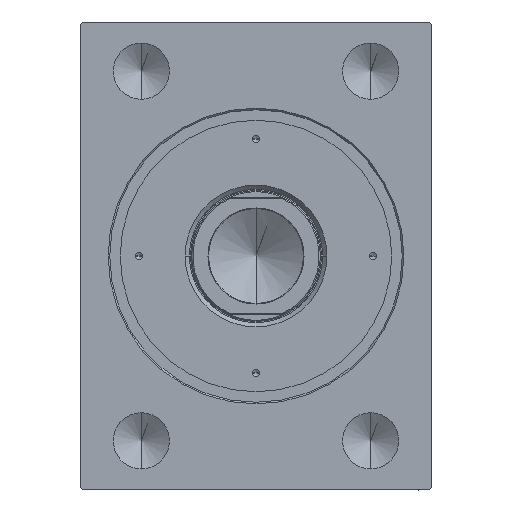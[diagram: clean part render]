
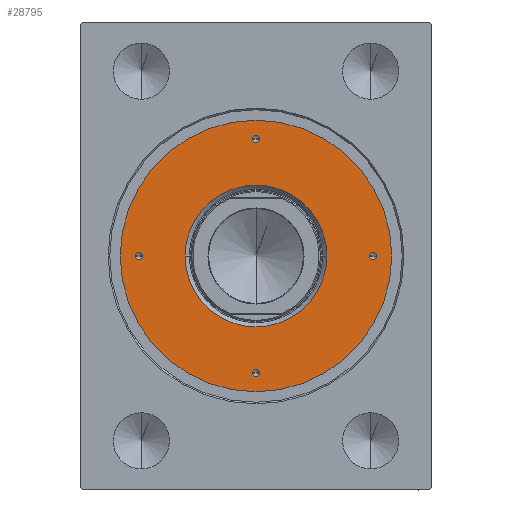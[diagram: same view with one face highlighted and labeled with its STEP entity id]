
A CAD part, left-side view. The second image highlights one B-rep face of the part: STEP entity #28795.
In plain terms, the highlighted face is planar.
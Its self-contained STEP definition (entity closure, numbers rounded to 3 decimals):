
#584 = ORIENTED_EDGE ( 'NONE', *, *, #26181, .F. ) ;
#616 = DIRECTION ( 'NONE',  ( 1., 0., 0. ) ) ;
#1140 = DIRECTION ( 'NONE',  ( 0., 0., 1. ) ) ;
#2335 = DIRECTION ( 'NONE',  ( 0., 0., -1. ) ) ;
#2878 = ORIENTED_EDGE ( 'NONE', *, *, #17781, .F. ) ;
#2904 = CARTESIAN_POINT ( 'NONE',  ( -1.5, 50., 15. ) ) ;
#3263 = CARTESIAN_POINT ( 'NONE',  ( 30.3, 0., 15. ) ) ;
#3477 = DIRECTION ( 'NONE',  ( 0., 0., 1. ) ) ;
#3590 = VERTEX_POINT ( 'NONE', #15291 ) ;
#3887 = VERTEX_POINT ( 'NONE', #2904 ) ;
#4191 = CARTESIAN_POINT ( 'NONE',  ( 48.5, 0., 15. ) ) ;
#4829 = CIRCLE ( 'NONE', #13338, 1.5 ) ;
#5718 = CARTESIAN_POINT ( 'NONE',  ( 0., -50., 15. ) ) ;
#5944 = CARTESIAN_POINT ( 'NONE',  ( 50., 0., 15. ) ) ;
#6412 = CIRCLE ( 'NONE', #29154, 1.5 ) ;
#6572 = DIRECTION ( 'NONE',  ( 1., 0., 0. ) ) ;
#6867 = CARTESIAN_POINT ( 'NONE',  ( -50., 0., 15. ) ) ;
#7274 = ORIENTED_EDGE ( 'NONE', *, *, #33997, .F. ) ;
#8101 = CIRCLE ( 'NONE', #28689, 1.5 ) ;
#9056 = DIRECTION ( 'NONE',  ( 0., 0., 1. ) ) ;
#9370 = FACE_BOUND ( 'NONE', #21055, .T. ) ;
#10509 = CIRCLE ( 'NONE', #16209, 1.5 ) ;
#10672 = EDGE_CURVE ( 'NONE', #23037, #21175, #13581, .T. ) ;
#11039 = EDGE_CURVE ( 'NONE', #22486, #18010, #27087, .T. ) ;
#11419 = DIRECTION ( 'NONE',  ( 0., 0., 1. ) ) ;
#11599 = CIRCLE ( 'NONE', #42137, 30.3 ) ;
#11830 = ORIENTED_EDGE ( 'NONE', *, *, #40777, .F. ) ;
#12328 = AXIS2_PLACEMENT_3D ( 'NONE', #13593, #43184, #29848 ) ;
#12483 = AXIS2_PLACEMENT_3D ( 'NONE', #6867, #16676, #16241 ) ;
#12854 = VERTEX_POINT ( 'NONE', #14468 ) ;
#12941 = PLANE ( 'NONE',  #12328 ) ;
#13338 = AXIS2_PLACEMENT_3D ( 'NONE', #5944, #9056, #29304 ) ;
#13397 = CARTESIAN_POINT ( 'NONE',  ( -50., 0., 15. ) ) ;
#13448 = VERTEX_POINT ( 'NONE', #19685 ) ;
#13581 = CIRCLE ( 'NONE', #30629, 58. ) ;
#13593 = CARTESIAN_POINT ( 'NONE',  ( 0., 0., 15. ) ) ;
#13609 = VERTEX_POINT ( 'NONE', #41666 ) ;
#13915 = CIRCLE ( 'NONE', #12483, 1.5 ) ;
#14468 = CARTESIAN_POINT ( 'NONE',  ( 1.5, 50., 15. ) ) ;
#14727 = DIRECTION ( 'NONE',  ( 1., 0., 0. ) ) ;
#14762 = DIRECTION ( 'NONE',  ( 1., 0., 0. ) ) ;
#15291 = CARTESIAN_POINT ( 'NONE',  ( -48.5, 0., 15. ) ) ;
#16209 = AXIS2_PLACEMENT_3D ( 'NONE', #33962, #3477, #36633 ) ;
#16241 = DIRECTION ( 'NONE',  ( 1., 0., 0. ) ) ;
#16676 = DIRECTION ( 'NONE',  ( 0., 0., 1. ) ) ;
#17165 = CARTESIAN_POINT ( 'NONE',  ( -30.3, 0., 15. ) ) ;
#17662 = AXIS2_PLACEMENT_3D ( 'NONE', #38826, #35506, #21940 ) ;
#17781 = EDGE_CURVE ( 'NONE', #40520, #13609, #6412, .T. ) ;
#18010 = VERTEX_POINT ( 'NONE', #17165 ) ;
#18686 = EDGE_CURVE ( 'NONE', #21175, #23037, #30035, .T. ) ;
#18776 = CIRCLE ( 'NONE', #33700, 1.5 ) ;
#19685 = CARTESIAN_POINT ( 'NONE',  ( -51.5, 0., 15. ) ) ;
#19730 = DIRECTION ( 'NONE',  ( 1., 0., 0. ) ) ;
#20452 = ORIENTED_EDGE ( 'NONE', *, *, #11039, .T. ) ;
#21055 = EDGE_LOOP ( 'NONE', ( #31082, #2878 ) ) ;
#21175 = VERTEX_POINT ( 'NONE', #31376 ) ;
#21940 = DIRECTION ( 'NONE',  ( 1., 0., 0. ) ) ;
#22486 = VERTEX_POINT ( 'NONE', #3263 ) ;
#22627 = DIRECTION ( 'NONE',  ( 0., 0., 1. ) ) ;
#22822 = CARTESIAN_POINT ( 'NONE',  ( 0., 0., 15. ) ) ;
#23037 = VERTEX_POINT ( 'NONE', #34686 ) ;
#23853 = CIRCLE ( 'NONE', #38042, 1.5 ) ;
#24325 = CARTESIAN_POINT ( 'NONE',  ( 0., 50., 15. ) ) ;
#24380 = ORIENTED_EDGE ( 'NONE', *, *, #34298, .F. ) ;
#26162 = DIRECTION ( 'NONE',  ( 0., 0., 1. ) ) ;
#26181 = EDGE_CURVE ( 'NONE', #3590, #13448, #8101, .T. ) ;
#26215 = VERTEX_POINT ( 'NONE', #38717 ) ;
#26482 = AXIS2_PLACEMENT_3D ( 'NONE', #38842, #26162, #39712 ) ;
#26733 = FACE_BOUND ( 'NONE', #29863, .T. ) ;
#27087 = CIRCLE ( 'NONE', #34897, 30.3 ) ;
#28175 = EDGE_CURVE ( 'NONE', #18010, #22486, #11599, .T. ) ;
#28689 = AXIS2_PLACEMENT_3D ( 'NONE', #13397, #37183, #37401 ) ;
#28795 = ADVANCED_FACE ( 'NONE', ( #40281, #26733, #9370, #36952, #43619, #39841 ), #12941, .T. ) ;
#28957 = ORIENTED_EDGE ( 'NONE', *, *, #41859, .F. ) ;
#29154 = AXIS2_PLACEMENT_3D ( 'NONE', #34609, #37943, #35053 ) ;
#29304 = DIRECTION ( 'NONE',  ( 1., 0., 0. ) ) ;
#29721 = ORIENTED_EDGE ( 'NONE', *, *, #10672, .T. ) ;
#29848 = DIRECTION ( 'NONE',  ( 1., 0., 0. ) ) ;
#29863 = EDGE_LOOP ( 'NONE', ( #30839, #28957 ) ) ;
#30035 = CIRCLE ( 'NONE', #26482, 58. ) ;
#30190 = EDGE_CURVE ( 'NONE', #12854, #3887, #18776, .T. ) ;
#30419 = CIRCLE ( 'NONE', #17662, 1.5 ) ;
#30629 = AXIS2_PLACEMENT_3D ( 'NONE', #39325, #1140, #14727 ) ;
#30839 = ORIENTED_EDGE ( 'NONE', *, *, #30190, .F. ) ;
#31082 = ORIENTED_EDGE ( 'NONE', *, *, #40609, .F. ) ;
#31302 = EDGE_LOOP ( 'NONE', ( #584, #7274 ) ) ;
#31376 = CARTESIAN_POINT ( 'NONE',  ( 58., 0., 15. ) ) ;
#31787 = ORIENTED_EDGE ( 'NONE', *, *, #18686, .T. ) ;
#33700 = AXIS2_PLACEMENT_3D ( 'NONE', #24325, #11419, #14762 ) ;
#33962 = CARTESIAN_POINT ( 'NONE',  ( 0., -50., 15. ) ) ;
#33997 = EDGE_CURVE ( 'NONE', #13448, #3590, #13915, .T. ) ;
#34298 = EDGE_CURVE ( 'NONE', #42001, #26215, #23853, .T. ) ;
#34609 = CARTESIAN_POINT ( 'NONE',  ( 50., 0., 15. ) ) ;
#34660 = CARTESIAN_POINT ( 'NONE',  ( 0., 0., 15. ) ) ;
#34686 = CARTESIAN_POINT ( 'NONE',  ( -58., 0., 15. ) ) ;
#34897 = AXIS2_PLACEMENT_3D ( 'NONE', #22822, #2335, #6572 ) ;
#35053 = DIRECTION ( 'NONE',  ( 1., 0., 0. ) ) ;
#35506 = DIRECTION ( 'NONE',  ( 0., 0., 1. ) ) ;
#35625 = EDGE_LOOP ( 'NONE', ( #11830, #24380 ) ) ;
#36633 = DIRECTION ( 'NONE',  ( 1., 0., 0. ) ) ;
#36952 = FACE_BOUND ( 'NONE', #35625, .T. ) ;
#37020 = EDGE_LOOP ( 'NONE', ( #29721, #31787 ) ) ;
#37183 = DIRECTION ( 'NONE',  ( 0., 0., 1. ) ) ;
#37401 = DIRECTION ( 'NONE',  ( 1., 0., 0. ) ) ;
#37943 = DIRECTION ( 'NONE',  ( 0., 0., 1. ) ) ;
#38042 = AXIS2_PLACEMENT_3D ( 'NONE', #5718, #22627, #19730 ) ;
#38717 = CARTESIAN_POINT ( 'NONE',  ( 1.5, -50., 15. ) ) ;
#38826 = CARTESIAN_POINT ( 'NONE',  ( 0., 50., 15. ) ) ;
#38842 = CARTESIAN_POINT ( 'NONE',  ( 0., 0., 15. ) ) ;
#39325 = CARTESIAN_POINT ( 'NONE',  ( 0., 0., 15. ) ) ;
#39712 = DIRECTION ( 'NONE',  ( 1., 0., 0. ) ) ;
#39817 = EDGE_LOOP ( 'NONE', ( #20452, #39903 ) ) ;
#39841 = FACE_OUTER_BOUND ( 'NONE', #37020, .T. ) ;
#39903 = ORIENTED_EDGE ( 'NONE', *, *, #28175, .T. ) ;
#40281 = FACE_BOUND ( 'NONE', #31302, .T. ) ;
#40520 = VERTEX_POINT ( 'NONE', #4191 ) ;
#40609 = EDGE_CURVE ( 'NONE', #13609, #40520, #4829, .T. ) ;
#40777 = EDGE_CURVE ( 'NONE', #26215, #42001, #10509, .T. ) ;
#40870 = DIRECTION ( 'NONE',  ( 0., 0., -1. ) ) ;
#41666 = CARTESIAN_POINT ( 'NONE',  ( 51.5, 0., 15. ) ) ;
#41859 = EDGE_CURVE ( 'NONE', #3887, #12854, #30419, .T. ) ;
#42001 = VERTEX_POINT ( 'NONE', #43695 ) ;
#42137 = AXIS2_PLACEMENT_3D ( 'NONE', #34660, #40870, #616 ) ;
#43184 = DIRECTION ( 'NONE',  ( 0., 0., 1. ) ) ;
#43619 = FACE_BOUND ( 'NONE', #39817, .T. ) ;
#43695 = CARTESIAN_POINT ( 'NONE',  ( -1.5, -50., 15. ) ) ;
